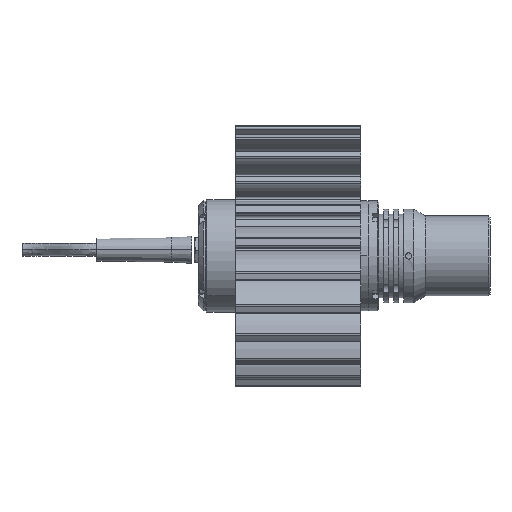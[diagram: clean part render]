
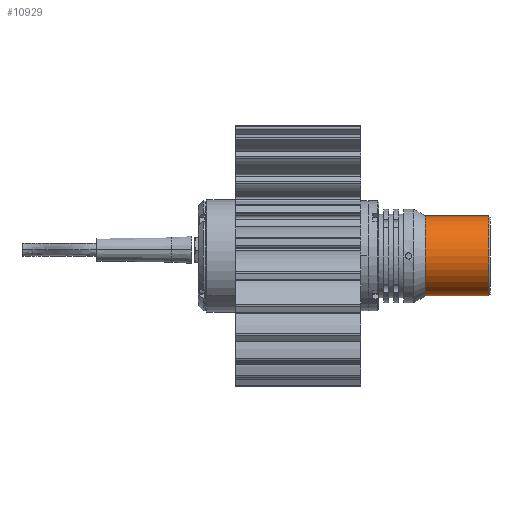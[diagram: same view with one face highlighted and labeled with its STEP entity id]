
A CAD part, front view. The second image highlights one B-rep face of the part: STEP entity #10929.
In plain terms, the highlighted cylindrical face has radius 16 mm (diameter 32 mm), a partial arc.
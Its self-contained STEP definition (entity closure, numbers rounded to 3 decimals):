
#876 = CARTESIAN_POINT ( 'NONE',  ( 17.02, 0., -16. ) ) ;
#1133 = EDGE_LOOP ( 'NONE', ( #4663, #3759, #12516, #7266 ) ) ;
#1394 = CYLINDRICAL_SURFACE ( 'NONE', #10279, 16. ) ;
#1478 = CARTESIAN_POINT ( 'NONE',  ( -34.252, 0., 0. ) ) ;
#2066 = DIRECTION ( 'NONE',  ( -1., 0., 0. ) ) ;
#3238 = VERTEX_POINT ( 'NONE', #12832 ) ;
#3408 = CARTESIAN_POINT ( 'NONE',  ( -8.289, 0., 16. ) ) ;
#3663 = CARTESIAN_POINT ( 'NONE',  ( -34.252, 0., 16. ) ) ;
#3759 = ORIENTED_EDGE ( 'NONE', *, *, #13529, .T. ) ;
#3971 = VECTOR ( 'NONE', #2066, 1000. ) ;
#4055 = LINE ( 'NONE', #5496, #7595 ) ;
#4663 = ORIENTED_EDGE ( 'NONE', *, *, #11440, .T. ) ;
#5496 = CARTESIAN_POINT ( 'NONE',  ( -34.252, 0., -16. ) ) ;
#6766 = CIRCLE ( 'NONE', #7322, 16. ) ;
#6915 = DIRECTION ( 'NONE',  ( 0., 0., -1. ) ) ;
#7266 = ORIENTED_EDGE ( 'NONE', *, *, #14725, .F. ) ;
#7322 = AXIS2_PLACEMENT_3D ( 'NONE', #10906, #8012, #6915 ) ;
#7595 = VECTOR ( 'NONE', #10750, 1000. ) ;
#8012 = DIRECTION ( 'NONE',  ( -1., 0., 0. ) ) ;
#8538 = CARTESIAN_POINT ( 'NONE',  ( -8.289, 0., -16. ) ) ;
#8735 = VERTEX_POINT ( 'NONE', #3408 ) ;
#9808 = LINE ( 'NONE', #3663, #3971 ) ;
#10279 = AXIS2_PLACEMENT_3D ( 'NONE', #1478, #10393, #10317 ) ;
#10317 = DIRECTION ( 'NONE',  ( 0., 0., -1. ) ) ;
#10393 = DIRECTION ( 'NONE',  ( -1., 0., 0. ) ) ;
#10708 = DIRECTION ( 'NONE',  ( 0., 0., 1. ) ) ;
#10750 = DIRECTION ( 'NONE',  ( -1., 0., 0. ) ) ;
#10906 = CARTESIAN_POINT ( 'NONE',  ( -8.289, 0., 0. ) ) ;
#10929 = ADVANCED_FACE ( 'NONE', ( #11823 ), #1394, .T. ) ;
#11165 = VERTEX_POINT ( 'NONE', #876 ) ;
#11440 = EDGE_CURVE ( 'NONE', #11165, #3238, #16455, .T. ) ;
#11823 = FACE_OUTER_BOUND ( 'NONE', #1133, .T. ) ;
#12155 = DIRECTION ( 'NONE',  ( -1., 0., 0. ) ) ;
#12516 = ORIENTED_EDGE ( 'NONE', *, *, #16134, .F. ) ;
#12832 = CARTESIAN_POINT ( 'NONE',  ( 17.02, 0., 16. ) ) ;
#13253 = CARTESIAN_POINT ( 'NONE',  ( 17.02, 0., 0. ) ) ;
#13480 = AXIS2_PLACEMENT_3D ( 'NONE', #13253, #12155, #10708 ) ;
#13529 = EDGE_CURVE ( 'NONE', #3238, #8735, #9808, .T. ) ;
#14725 = EDGE_CURVE ( 'NONE', #11165, #15847, #4055, .T. ) ;
#15847 = VERTEX_POINT ( 'NONE', #8538 ) ;
#16134 = EDGE_CURVE ( 'NONE', #15847, #8735, #6766, .T. ) ;
#16455 = CIRCLE ( 'NONE', #13480, 16. ) ;
